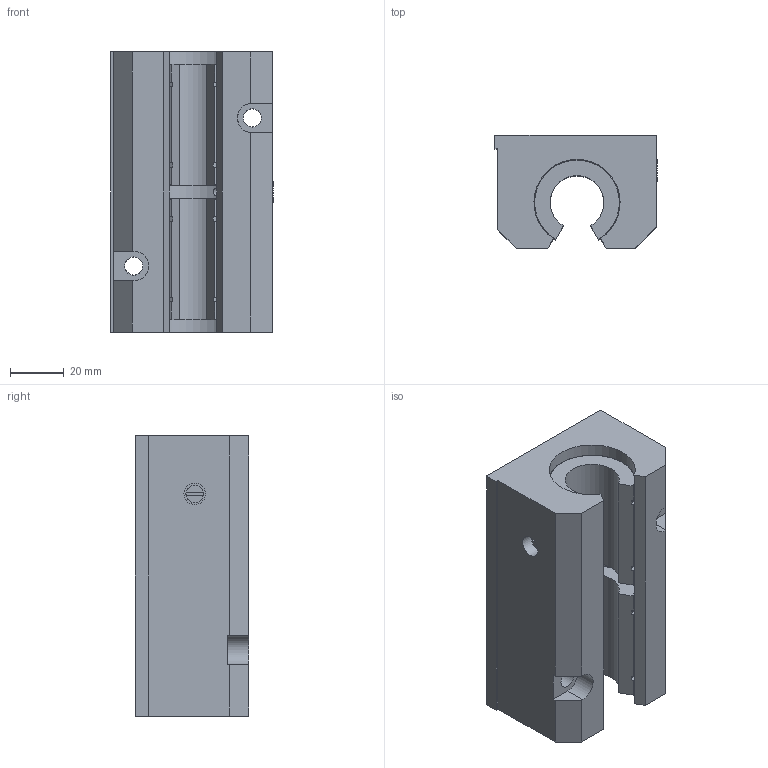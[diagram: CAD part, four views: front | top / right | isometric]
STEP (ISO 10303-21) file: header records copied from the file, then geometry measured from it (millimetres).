
FILE_DESCRIPTION(/* description */ ('Tandem Gehäuseeinheit mit Segmentausschnitt'),/* implementation_level */ '2;1');
FILE_NAME(/* name */ '121639-0.step',/* time_stamp */ '2021-08-11T10:41:08+02:00',/* author */ ('MuellerJ'),/* organization */ (''),/* preprocessor_version */ 'ST-DEVELOPER v18.1',/* originating_system */ 'Autodesk Inventor 2021',/* authorisation */ '');
FILE_SCHEMA (('AUTOMOTIVE_DESIGN { 1 0 10303 214 3 1 1 }'));
Length unit declared in the file: millimetre
Products named in the file (3): leer; leer_1; leer_2
Assembly tree (3 placements, depth 2):
  leer
    leer_1
    leer_2  x2
Bounding box: 60.25 x 42 x 104 mm (x, y, z)
Volume: 196042.3 mm3; surface area: 48686.1 mm2
Topology: 3 solids, 5 shells, 101 faces, 235 edges, 157 vertices
Faces by surface type: plane 62, cylinder 34, torus 5
Full cylindrical faces by diameter (mm): 2.9 x2, 4 x2, 4.134 x4, 4.3 x1, 6.5 x2, 6.647 x2, 6.8 x2, 6.917 x1, 8 x3
Entity records: 2635 total; most frequent: CARTESIAN_POINT 519, DIRECTION 441, ORIENTED_EDGE 386, EDGE_CURVE 193, AXIS2_PLACEMENT_3D 163, VERTEX_POINT 129, LINE 115, VECTOR 115
